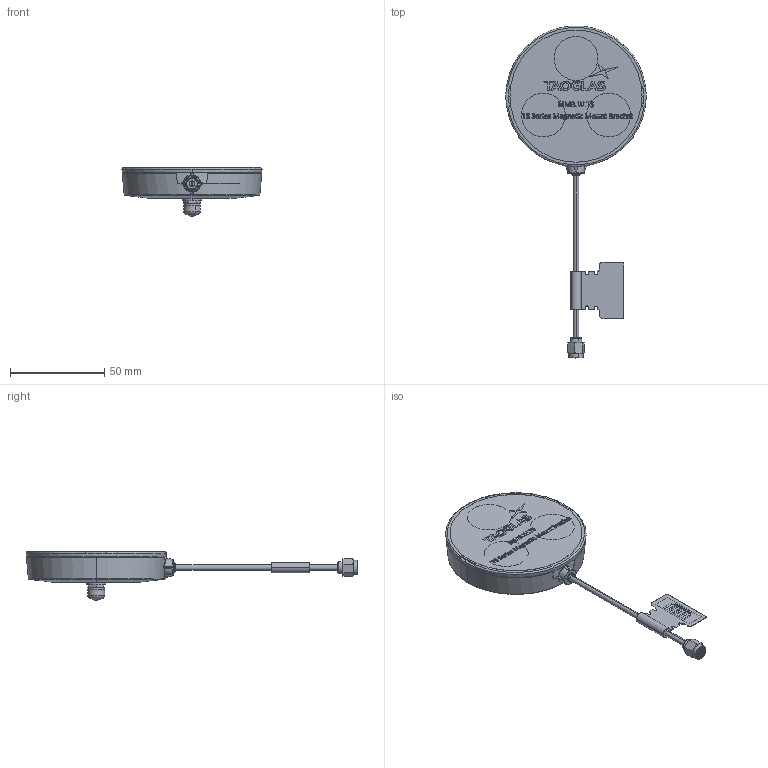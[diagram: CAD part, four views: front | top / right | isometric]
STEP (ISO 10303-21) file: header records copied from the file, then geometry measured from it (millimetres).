
FILE_DESCRIPTION (( 'STEP AP214' ), '1' );
FILE_NAME ('MMB.W.TS.STEP', '2025-01-16T04:01:44', ( '' ), ( '' ), 'SwSTEP 2.0', 'SolidWorks 2022', '' );
FILE_SCHEMA (( 'AUTOMOTIVE_DESIGN' ));
Length unit declared in the file: millimetre
Products named in the file (1): MMB.W.TS
Bounding box: 74.26 x 175.87 x 26.14 mm (x, y, z)
Surface area: 18160 mm2 (no closed solid volume)
Topology: 0 solids, 33 shells, 273 faces, 1617 edges, 1438 vertices
Faces by surface type: plane 157, cylinder 52, cone 28, bspline 20, torus 16
Entity records: 26630 total; most frequent: CARTESIAN_POINT 11946, ORIENTED_EDGE 2629, DIRECTION 1755, EDGE_CURVE 1617, VERTEX_POINT 1438, LINE 869, VECTOR 869, B_SPLINE_CURVE_WITH_KNOTS 531
